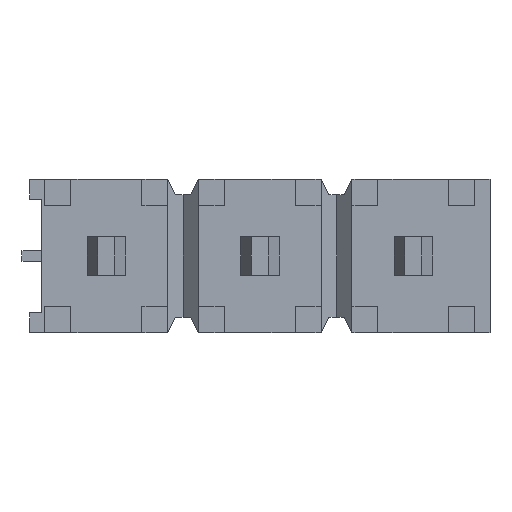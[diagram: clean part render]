
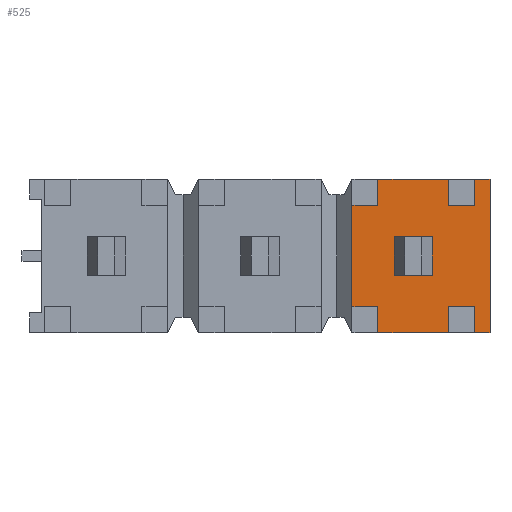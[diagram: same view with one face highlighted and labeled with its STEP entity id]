
A CAD part, front view. The second image highlights one B-rep face of the part: STEP entity #525.
In plain terms, the highlighted planar face has unit normal (0, -1, 0).
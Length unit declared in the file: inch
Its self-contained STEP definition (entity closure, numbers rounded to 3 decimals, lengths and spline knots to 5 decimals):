
#525 = ADVANCED_FACE( '', ( #1037, #1038 ), #1039, .T. );
#1037 = FACE_OUTER_BOUND( '', #1535, .T. );
#1038 = FACE_BOUND( '', #1536, .T. );
#1039 = PLANE( '', #1537 );
#1535 = EDGE_LOOP( '', ( #2921, #2922, #2923, #2924, #2925, #2926, #2927, #2928, #2929, #2930, #2931, #2932, #2933, #2934, #2935, #2936 ) );
#1536 = EDGE_LOOP( '', ( #2937, #2938, #2939, #2940 ) );
#1537 = AXIS2_PLACEMENT_3D( '', #2941, #2942, #2943 );
#2921 = ORIENTED_EDGE( '', *, *, #3320, .T. );
#2922 = ORIENTED_EDGE( '', *, *, #3480, .T. );
#2923 = ORIENTED_EDGE( '', *, *, #3058, .T. );
#2924 = ORIENTED_EDGE( '', *, *, #3231, .T. );
#2925 = ORIENTED_EDGE( '', *, *, #3396, .F. );
#2926 = ORIENTED_EDGE( '', *, *, #3478, .T. );
#2927 = ORIENTED_EDGE( '', *, *, #3092, .T. );
#2928 = ORIENTED_EDGE( '', *, *, #3225, .T. );
#2929 = ORIENTED_EDGE( '', *, *, #3402, .F. );
#2930 = ORIENTED_EDGE( '', *, *, #3299, .F. );
#2931 = ORIENTED_EDGE( '', *, *, #3484, .T. );
#2932 = ORIENTED_EDGE( '', *, *, #3458, .T. );
#2933 = ORIENTED_EDGE( '', *, *, #3529, .F. );
#2934 = ORIENTED_EDGE( '', *, *, #3362, .F. );
#2935 = ORIENTED_EDGE( '', *, *, #3527, .T. );
#2936 = ORIENTED_EDGE( '', *, *, #3455, .T. );
#2937 = ORIENTED_EDGE( '', *, *, #3448, .F. );
#2938 = ORIENTED_EDGE( '', *, *, #3241, .F. );
#2939 = ORIENTED_EDGE( '', *, *, #3136, .F. );
#2940 = ORIENTED_EDGE( '', *, *, #3326, .F. );
#2941 = CARTESIAN_POINT( '', ( 0.18637, 0.02, 0.1 ) );
#2942 = DIRECTION( '', ( 0., -1., 0. ) );
#2943 = DIRECTION( '', ( 0., 0., -1. ) );
#3058 = EDGE_CURVE( '', #3670, #3668, #3671, .T. );
#3092 = EDGE_CURVE( '', #3730, #3728, #3731, .T. );
#3136 = EDGE_CURVE( '', #3799, #3801, #3802, .T. );
#3225 = EDGE_CURVE( '', #3728, #3948, #3949, .T. );
#3231 = EDGE_CURVE( '', #3668, #3956, #3958, .T. );
#3241 = EDGE_CURVE( '', #3801, #3973, #3974, .T. );
#3299 = EDGE_CURVE( '', #4058, #4060, #4061, .T. );
#3320 = EDGE_CURVE( '', #4087, #4088, #4089, .T. );
#3326 = EDGE_CURVE( '', #4097, #3799, #4099, .T. );
#3362 = EDGE_CURVE( '', #4145, #4146, #4147, .T. );
#3396 = EDGE_CURVE( '', #4192, #3956, #4193, .T. );
#3402 = EDGE_CURVE( '', #4060, #3948, #4200, .T. );
#3448 = EDGE_CURVE( '', #3973, #4097, #4253, .T. );
#3455 = EDGE_CURVE( '', #4260, #4087, #4261, .T. );
#3458 = EDGE_CURVE( '', #4265, #4263, #4266, .T. );
#3478 = EDGE_CURVE( '', #4192, #3730, #4289, .T. );
#3480 = EDGE_CURVE( '', #4088, #3670, #4291, .T. );
#3484 = EDGE_CURVE( '', #4058, #4265, #4295, .T. );
#3527 = EDGE_CURVE( '', #4145, #4260, #4342, .T. );
#3529 = EDGE_CURVE( '', #4146, #4263, #4344, .T. );
#3668 = VERTEX_POINT( '', #4539 );
#3670 = VERTEX_POINT( '', #4542 );
#3671 = LINE( '', #4543, #4544 );
#3728 = VERTEX_POINT( '', #4628 );
#3730 = VERTEX_POINT( '', #4631 );
#3731 = LINE( '', #4632, #4633 );
#3799 = VERTEX_POINT( '', #4733 );
#3801 = VERTEX_POINT( '', #4736 );
#3802 = LINE( '', #4737, #4738 );
#3948 = VERTEX_POINT( '', #4958 );
#3949 = LINE( '', #4959, #4960 );
#3956 = VERTEX_POINT( '', #4970 );
#3958 = LINE( '', #4973, #4974 );
#3973 = VERTEX_POINT( '', #4995 );
#3974 = LINE( '', #4996, #4997 );
#4058 = VERTEX_POINT( '', #5124 );
#4060 = VERTEX_POINT( '', #5127 );
#4061 = LINE( '', #5128, #5129 );
#4087 = VERTEX_POINT( '', #5168 );
#4088 = VERTEX_POINT( '', #5169 );
#4089 = LINE( '', #5170, #5171 );
#4097 = VERTEX_POINT( '', #5182 );
#4099 = LINE( '', #5185, #5186 );
#4145 = VERTEX_POINT( '', #5257 );
#4146 = VERTEX_POINT( '', #5258 );
#4147 = LINE( '', #5259, #5260 );
#4192 = VERTEX_POINT( '', #5328 );
#4193 = LINE( '', #5329, #5330 );
#4200 = LINE( '', #5341, #5342 );
#4253 = LINE( '', #5421, #5422 );
#4260 = VERTEX_POINT( '', #5433 );
#4261 = LINE( '', #5434, #5435 );
#4263 = VERTEX_POINT( '', #5438 );
#4265 = VERTEX_POINT( '', #5441 );
#4266 = LINE( '', #5442, #5443 );
#4289 = LINE( '', #5477, #5478 );
#4291 = LINE( '', #5481, #5482 );
#4295 = LINE( '', #5487, #5488 );
#4342 = LINE( '', #5555, #5556 );
#4344 = LINE( '', #5558, #5559 );
#4539 = CARTESIAN_POINT( '', ( 0.14012, 0.02, 0.033 ) );
#4542 = CARTESIAN_POINT( '', ( 0.14012, 0.02, 0.05 ) );
#4543 = CARTESIAN_POINT( '', ( 0.14012, 0.02, 0.1 ) );
#4544 = VECTOR( '', #5637, 39.37008 );
#4628 = CARTESIAN_POINT( '', ( 0.07688, 0.02, 0.033 ) );
#4631 = CARTESIAN_POINT( '', ( 0.07688, 0.02, 0.05 ) );
#4632 = CARTESIAN_POINT( '', ( 0.07688, 0.02, 0.1 ) );
#4633 = VECTOR( '', #5666, 39.37008 );
#4733 = CARTESIAN_POINT( '', ( 0.1125, 0.02, -0.0125 ) );
#4736 = CARTESIAN_POINT( '', ( 0.1125, 0.02, 0.0125 ) );
#4737 = CARTESIAN_POINT( '', ( 0.1125, 0.02, 0.0125 ) );
#4738 = VECTOR( '', #5700, 39.37008 );
#4958 = CARTESIAN_POINT( '', ( 0.06, 0.02, 0.033 ) );
#4959 = CARTESIAN_POINT( '', ( 0.3, 0.02, 0.033 ) );
#4960 = VECTOR( '', #5775, 39.37008 );
#4970 = CARTESIAN_POINT( '', ( 0.12312, 0.02, 0.033 ) );
#4973 = CARTESIAN_POINT( '', ( 0.3, 0.02, 0.033 ) );
#4974 = VECTOR( '', #5780, 39.37008 );
#4995 = CARTESIAN_POINT( '', ( 0.0875, 0.02, 0.0125 ) );
#4996 = CARTESIAN_POINT( '', ( 0.0875, 0.02, 0.0125 ) );
#4997 = VECTOR( '', #5787, 39.37008 );
#5124 = CARTESIAN_POINT( '', ( 0.07688, 0.02, -0.033 ) );
#5127 = CARTESIAN_POINT( '', ( 0.06, 0.02, -0.033 ) );
#5128 = CARTESIAN_POINT( '', ( 0.3, 0.02, -0.033 ) );
#5129 = VECTOR( '', #5832, 39.37008 );
#5168 = CARTESIAN_POINT( '', ( 0.15, 0.02, -0.05 ) );
#5169 = CARTESIAN_POINT( '', ( 0.15, 0.02, 0.05 ) );
#5170 = CARTESIAN_POINT( '', ( 0.15, 0.02, 0.05 ) );
#5171 = VECTOR( '', #5846, 39.37008 );
#5182 = CARTESIAN_POINT( '', ( 0.0875, 0.02, -0.0125 ) );
#5185 = CARTESIAN_POINT( '', ( 0.1125, 0.02, -0.0125 ) );
#5186 = VECTOR( '', #5851, 39.37008 );
#5257 = CARTESIAN_POINT( '', ( 0.14012, 0.02, -0.033 ) );
#5258 = CARTESIAN_POINT( '', ( 0.12312, 0.02, -0.033 ) );
#5259 = CARTESIAN_POINT( '', ( 0.3, 0.02, -0.033 ) );
#5260 = VECTOR( '', #5877, 39.37008 );
#5328 = CARTESIAN_POINT( '', ( 0.12312, 0.02, 0.05 ) );
#5329 = CARTESIAN_POINT( '', ( 0.12312, 0.02, 0.1 ) );
#5330 = VECTOR( '', #5901, 39.37008 );
#5341 = CARTESIAN_POINT( '', ( 0.06, 0.02, 0.3 ) );
#5342 = VECTOR( '', #5906, 39.37008 );
#5421 = CARTESIAN_POINT( '', ( 0.0875, 0.02, -0.0125 ) );
#5422 = VECTOR( '', #5933, 39.37008 );
#5433 = CARTESIAN_POINT( '', ( 0.14012, 0.02, -0.05 ) );
#5434 = CARTESIAN_POINT( '', ( 0.15, 0.02, -0.05 ) );
#5435 = VECTOR( '', #5938, 39.37008 );
#5438 = CARTESIAN_POINT( '', ( 0.12312, 0.02, -0.05 ) );
#5441 = CARTESIAN_POINT( '', ( 0.07688, 0.02, -0.05 ) );
#5442 = CARTESIAN_POINT( '', ( 0.15, 0.02, -0.05 ) );
#5443 = VECTOR( '', #5941, 39.37008 );
#5477 = CARTESIAN_POINT( '', ( -0.15, 0.02, 0.05 ) );
#5478 = VECTOR( '', #5953, 39.37008 );
#5481 = CARTESIAN_POINT( '', ( -0.15, 0.02, 0.05 ) );
#5482 = VECTOR( '', #5955, 39.37008 );
#5487 = CARTESIAN_POINT( '', ( 0.07688, 0.02, 0.1 ) );
#5488 = VECTOR( '', #5957, 39.37008 );
#5555 = CARTESIAN_POINT( '', ( 0.14012, 0.02, 0.1 ) );
#5556 = VECTOR( '', #5978, 39.37008 );
#5558 = CARTESIAN_POINT( '', ( 0.12312, 0.02, 0.1 ) );
#5559 = VECTOR( '', #5979, 39.37008 );
#5637 = DIRECTION( '', ( 0., 0., -1. ) );
#5666 = DIRECTION( '', ( 0., 0., -1. ) );
#5700 = DIRECTION( '', ( 0., 0., 1. ) );
#5775 = DIRECTION( '', ( -1., 0., 0. ) );
#5780 = DIRECTION( '', ( -1., 0., 0. ) );
#5787 = DIRECTION( '', ( -1., 0., 0. ) );
#5832 = DIRECTION( '', ( -1., 0., 0. ) );
#5846 = DIRECTION( '', ( 0., 0., 1. ) );
#5851 = DIRECTION( '', ( 1., 0., 0. ) );
#5877 = DIRECTION( '', ( -1., 0., 0. ) );
#5901 = DIRECTION( '', ( 0., 0., -1. ) );
#5906 = DIRECTION( '', ( 0., 0., 1. ) );
#5933 = DIRECTION( '', ( 0., 0., -1. ) );
#5938 = DIRECTION( '', ( 1., 0., 0. ) );
#5941 = DIRECTION( '', ( 1., 0., 0. ) );
#5953 = DIRECTION( '', ( -1., 0., 0. ) );
#5955 = DIRECTION( '', ( -1., 0., 0. ) );
#5957 = DIRECTION( '', ( 0., 0., -1. ) );
#5978 = DIRECTION( '', ( 0., 0., -1. ) );
#5979 = DIRECTION( '', ( 0., 0., -1. ) );
